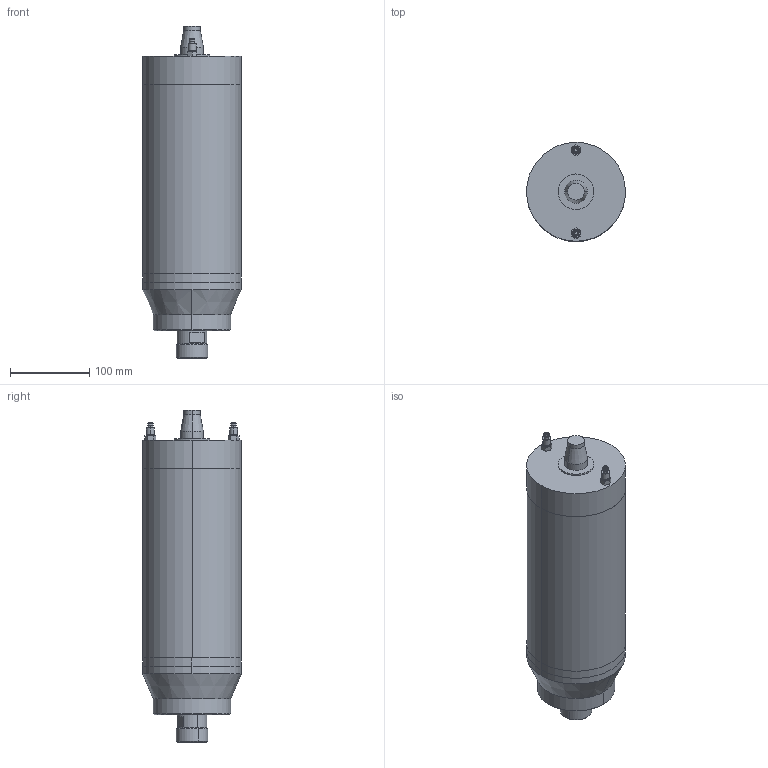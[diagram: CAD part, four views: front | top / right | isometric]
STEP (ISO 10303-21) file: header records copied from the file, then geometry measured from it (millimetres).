
FILE_DESCRIPTION (( 'STEP AP203' ), '1' );
FILE_NAME ('GDK125-24Z-6.5軞蚾.STEP', '2022-08-08T07:38:11', ( '萇齟' ), ( '' ), 'SwSTEP 2.0', 'SolidWorks 2018', '' );
FILE_SCHEMA (( 'CONFIG_CONTROL_DESIGN' ));
Length unit declared in the file: millimetre
Products named in the file (7): GDK120-9-18Z-4.0-8.0-6堤盄釱; GDK125-24Z-6.5軞蚾; 堤盄釱脣芛32x32; GDK120-9-18Z-4.0-8.0-6粣芛; GDK120-9-18Z-4.0-8.0-6粣創釱; 阨郲30.5ㄗM8ㄘ; GDK120-9-18Z-5.5-11-6儂褲253
Assembly tree (7 placements, depth 2):
  GDK125-24Z-6.5軞蚾
    GDK120-9-18Z-4.0-8.0-6粣創釱
    GDK120-9-18Z-4.0-8.0-6粣芛
    GDK120-9-18Z-5.5-11-6儂褲253
    GDK120-9-18Z-4.0-8.0-6堤盄釱
    堤盄釱脣芛32x32
    阨郲30.5ㄗM8ㄘ  x2
Bounding box: 125 x 125 x 419.5 mm (x, y, z)
Volume: 4133290 mm3; surface area: 242665.1 mm2
Topology: 8 solids, 8 shells, 109 faces, 218 edges, 140 vertices
Faces by surface type: cylinder 50, plane 47, cone 12
Entity records: 2867 total; most frequent: DIRECTION 424, CARTESIAN_POINT 349, ORIENTED_EDGE 316, AXIS2_PLACEMENT_3D 175, EDGE_CURVE 158, VERTEX_POINT 100, EDGE_LOOP 94, CIRCLE 84
